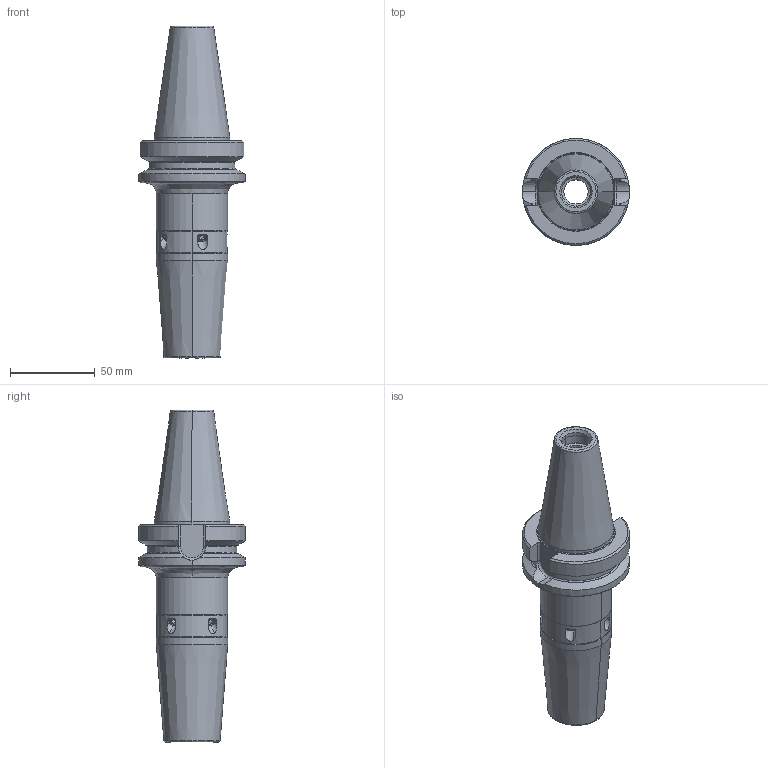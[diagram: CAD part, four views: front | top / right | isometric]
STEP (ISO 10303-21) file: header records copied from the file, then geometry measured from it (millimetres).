
FILE_DESCRIPTION(('Open CASCADE Model'),'2;1');
FILE_NAME('Open CASCADE Shape Model','2021-06-28T10:00:03',('Author'),( 'Open CASCADE'),'Open CASCADE STEP processor 7.5','Open CASCADE 7.5' ,'Unknown');
FILE_SCHEMA(('AUTOMOTIVE_DESIGN { 1 0 10303 214 1 1 1 1 }'));
Length unit declared in the file: millimetre
Products named in the file (2): Open CASCADE STEP translator 7.5 25; Open CASCADE STEP translator 7.5 25.1
Assembly tree (1 placements, depth 2):
  Open CASCADE STEP translator 7.5 25
    Open CASCADE STEP translator 7.5 25.1
Bounding box: 62.98 x 62.98 x 195.4 mm (x, y, z)
Volume: 219933.7 mm3; surface area: 40596.1 mm2
Topology: 1 solids, 6 shells, 232 faces, 556 edges, 333 vertices
Faces by surface type: cone 80, plane 71, cylinder 62, bspline 19
Entity records: 7889 total; most frequent: CARTESIAN_POINT 2651, DIRECTION 1101, ORIENTED_EDGE 1072, EDGE_CURVE 536, AXIS2_PLACEMENT_3D 417, VERTEX_POINT 333, LINE 267, VECTOR 267
